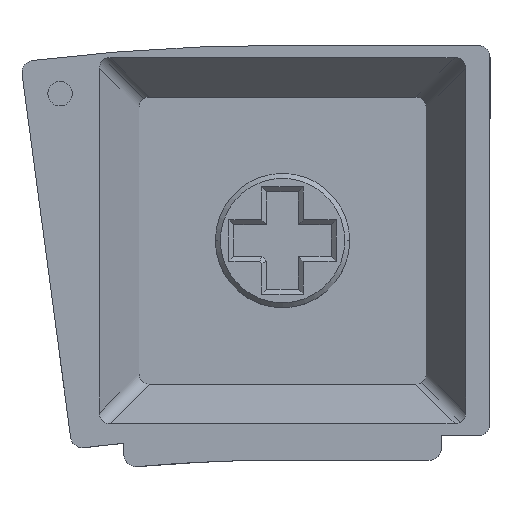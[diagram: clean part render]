
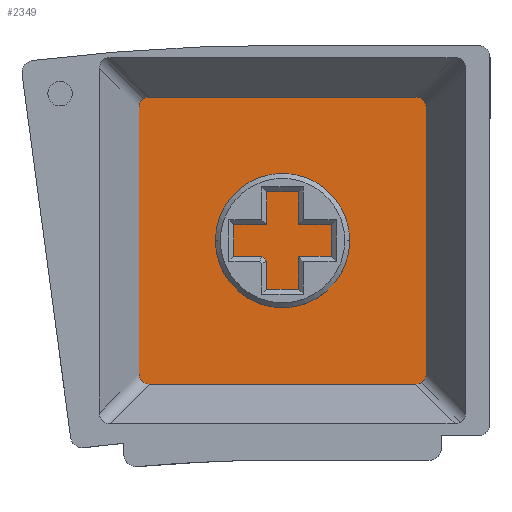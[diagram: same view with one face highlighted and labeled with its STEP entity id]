
A CAD part, top view. The second image highlights one B-rep face of the part: STEP entity #2349.
In plain terms, the highlighted face is planar.
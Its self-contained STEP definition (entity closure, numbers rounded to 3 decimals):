
#49 = CARTESIAN_POINT ( 'NONE',  ( -31.338, 0., 12.67 ) ) ;
#114 = ORIENTED_EDGE ( 'NONE', *, *, #1860, .T. ) ;
#157 = ORIENTED_EDGE ( 'NONE', *, *, #1602, .T. ) ;
#281 = CARTESIAN_POINT ( 'NONE',  ( -36.713, 0., 2.494 ) ) ;
#326 = EDGE_CURVE ( 'NONE', #439, #2869, #1589, .T. ) ;
#328 = CARTESIAN_POINT ( 'NONE',  ( -41.008, 0., 18.185 ) ) ;
#345 = EDGE_LOOP ( 'NONE', ( #613, #1467, #768, #1906, #114, #523, #1577, #782, #588, #157 ) ) ;
#397 = EDGE_CURVE ( 'NONE', #2869, #932, #2016, .T. ) ;
#412 = CARTESIAN_POINT ( 'NONE',  ( -31.338, 0., 12.67 ) ) ;
#420 =( BOUNDED_CURVE ( )  B_SPLINE_CURVE ( 3, ( #2063, #3137, #2266, #1569 ),
 .UNSPECIFIED., .F., .F. ) 
 B_SPLINE_CURVE_WITH_KNOTS ( ( 4, 4 ),
 ( 5.624, 6.079 ),
 .UNSPECIFIED. ) 
 CURVE ( )  GEOMETRIC_REPRESENTATION_ITEM ( )  RATIONAL_B_SPLINE_CURVE ( ( 1., 0.983, 0.983, 1. ) ) 
 REPRESENTATION_ITEM ( '' )  );
#439 = VERTEX_POINT ( 'NONE', #3072 ) ;
#485 = VERTEX_POINT ( 'NONE', #3112 ) ;
#523 = ORIENTED_EDGE ( 'NONE', *, *, #1154, .T. ) ;
#532 = VERTEX_POINT ( 'NONE', #3212 ) ;
#588 = ORIENTED_EDGE ( 'NONE', *, *, #2013, .T. ) ;
#613 = ORIENTED_EDGE ( 'NONE', *, *, #3102, .T. ) ;
#634 = CARTESIAN_POINT ( 'NONE',  ( -41.158, 0., 18.185 ) ) ;
#681 = CARTESIAN_POINT ( 'NONE',  ( -41.37, 0., 17.962 ) ) ;
#735 = EDGE_CURVE ( 'NONE', #532, #3095, #2992, .T. ) ;
#760 = LINE ( 'NONE', #1316, #1083 ) ;
#768 = ORIENTED_EDGE ( 'NONE', *, *, #1431, .T. ) ;
#770 = CARTESIAN_POINT ( 'NONE',  ( -36.842, 0., 2.415 ) ) ;
#782 = ORIENTED_EDGE ( 'NONE', *, *, #397, .T. ) ;
#883 = CARTESIAN_POINT ( 'NONE',  ( -36.992, 0., 2.415 ) ) ;
#894 = VERTEX_POINT ( 'NONE', #412 ) ;
#932 = VERTEX_POINT ( 'NONE', #1801 ) ;
#963 = VECTOR ( 'NONE', #1872, 1000. ) ;
#964 = CARTESIAN_POINT ( 'NONE',  ( 4.592, 0., 74.037 ) ) ;
#1035 = CARTESIAN_POINT ( 'NONE',  ( -36.992, 0., 2.415 ) ) ;
#1083 = VECTOR ( 'NONE', #1260, 1000. ) ;
#1118 = CARTESIAN_POINT ( 'NONE',  ( -40.852, 0., 18.163 ) ) ;
#1151 = CARTESIAN_POINT ( 'NONE',  ( -46.662, 0., 7.93 ) ) ;
#1154 = EDGE_CURVE ( 'NONE', #3073, #439, #1368, .T. ) ;
#1238 = LINE ( 'NONE', #964, #2938 ) ;
#1260 = DIRECTION ( 'NONE',  ( -0.866, 0., 0.5 ) ) ;
#1301 = CARTESIAN_POINT ( 'NONE',  ( -0.526, 0., 76.992 ) ) ;
#1316 = CARTESIAN_POINT ( 'NONE',  ( -36.081, 0., 15.408 ) ) ;
#1335 = VECTOR ( 'NONE', #2607, 1000. ) ;
#1343 = CARTESIAN_POINT ( 'NONE',  ( -31.047, 0., 12.308 ) ) ;
#1345 =( BOUNDED_CURVE ( )  B_SPLINE_CURVE ( 3, ( #2205, #634, #1694, #2995 ),
 .UNSPECIFIED., .F., .T. ) 
 B_SPLINE_CURVE_WITH_KNOTS ( ( 4, 4 ),
 ( 2.937, 3.801 ),
 .UNSPECIFIED. ) 
 CURVE ( )  GEOMETRIC_REPRESENTATION_ITEM ( )  RATIONAL_B_SPLINE_CURVE ( ( 1., 0.939, 0.939, 1. ) ) 
 REPRESENTATION_ITEM ( '' )  );
#1368 = LINE ( 'NONE', #2729, #963 ) ;
#1406 = CARTESIAN_POINT ( 'NONE',  ( -46.953, 0., 8.292 ) ) ;
#1408 = CARTESIAN_POINT ( 'NONE',  ( -40.93, 0., 18.185 ) ) ;
#1431 = EDGE_CURVE ( 'NONE', #894, #532, #760, .T. ) ;
#1467 = ORIENTED_EDGE ( 'NONE', *, *, #2115, .T. ) ;
#1569 = CARTESIAN_POINT ( 'NONE',  ( -36.992, 0., 2.415 ) ) ;
#1577 = ORIENTED_EDGE ( 'NONE', *, *, #326, .T. ) ;
#1589 =( BOUNDED_CURVE ( )  B_SPLINE_CURVE ( 3, ( #1969, #1406, #2217, #1151 ),
 .UNSPECIFIED., .F., .T. ) 
 B_SPLINE_CURVE_WITH_KNOTS ( ( 4, 4 ),
 ( 5.624, 6.942 ),
 .UNSPECIFIED. ) 
 CURVE ( )  GEOMETRIC_REPRESENTATION_ITEM ( )  RATIONAL_B_SPLINE_CURVE ( ( 1., 0.86, 0.86, 1. ) ) 
 REPRESENTATION_ITEM ( '' )  );
#1602 = EDGE_CURVE ( 'NONE', #2518, #2387, #2289, .T. ) ;
#1682 = AXIS2_PLACEMENT_3D ( 'NONE', #1301, #2352, #2638 ) ;
#1694 = CARTESIAN_POINT ( 'NONE',  ( -41.287, 0., 18.106 ) ) ;
#1737 =( BOUNDED_CURVE ( )  B_SPLINE_CURVE ( 3, ( #2909, #1343, #2397, #49 ),
 .UNSPECIFIED., .F., .F. ) 
 B_SPLINE_CURVE_WITH_KNOTS ( ( 4, 4 ),
 ( 2.483, 3.801 ),
 .UNSPECIFIED. ) 
 CURVE ( )  GEOMETRIC_REPRESENTATION_ITEM ( )  RATIONAL_B_SPLINE_CURVE ( ( 1., 0.86, 0.86, 1. ) ) 
 REPRESENTATION_ITEM ( '' )  );
#1801 = CARTESIAN_POINT ( 'NONE',  ( -37.222, 0., 2.48 ) ) ;
#1860 = EDGE_CURVE ( 'NONE', #3095, #3073, #1345, .T. ) ;
#1872 = DIRECTION ( 'NONE',  ( -0.5, 0., -0.866 ) ) ;
#1906 = ORIENTED_EDGE ( 'NONE', *, *, #735, .T. ) ;
#1969 = CARTESIAN_POINT ( 'NONE',  ( -46.82, 0., 8.522 ) ) ;
#2008 = DIRECTION ( 'NONE',  ( 0.5, 0., 0.866 ) ) ;
#2013 = EDGE_CURVE ( 'NONE', #932, #2518, #420, .T. ) ;
#2016 = LINE ( 'NONE', #2845, #1335 ) ;
#2063 = CARTESIAN_POINT ( 'NONE',  ( -37.222, 0., 2.48 ) ) ;
#2115 = EDGE_CURVE ( 'NONE', #485, #894, #1737, .T. ) ;
#2205 = CARTESIAN_POINT ( 'NONE',  ( -41.008, 0., 18.185 ) ) ;
#2217 = CARTESIAN_POINT ( 'NONE',  ( -46.892, 0., 8.063 ) ) ;
#2266 = CARTESIAN_POINT ( 'NONE',  ( -37.07, 0., 2.415 ) ) ;
#2289 =( BOUNDED_CURVE ( )  B_SPLINE_CURVE ( 3, ( #1035, #770, #281, #2396 ),
 .UNSPECIFIED., .F., .T. ) 
 B_SPLINE_CURVE_WITH_KNOTS ( ( 4, 4 ),
 ( 6.079, 6.942 ),
 .UNSPECIFIED. ) 
 CURVE ( )  GEOMETRIC_REPRESENTATION_ITEM ( )  RATIONAL_B_SPLINE_CURVE ( ( 1., 0.939, 0.939, 1. ) ) 
 REPRESENTATION_ITEM ( '' )  );
#2349 = ADVANCED_FACE ( 'NONE', ( #3400 ), #3106, .T. ) ;
#2352 = DIRECTION ( 'NONE',  ( 0., -1., 0. ) ) ;
#2387 = VERTEX_POINT ( 'NONE', #2569 ) ;
#2396 = CARTESIAN_POINT ( 'NONE',  ( -36.63, 0., 2.638 ) ) ;
#2397 = CARTESIAN_POINT ( 'NONE',  ( -31.108, 0., 12.537 ) ) ;
#2518 = VERTEX_POINT ( 'NONE', #883 ) ;
#2569 = CARTESIAN_POINT ( 'NONE',  ( -36.63, 0., 2.638 ) ) ;
#2607 = DIRECTION ( 'NONE',  ( 0.866, 0., -0.5 ) ) ;
#2636 = CARTESIAN_POINT ( 'NONE',  ( -46.662, 0., 7.93 ) ) ;
#2638 = DIRECTION ( 'NONE',  ( 0., 0., -1. ) ) ;
#2729 = CARTESIAN_POINT ( 'NONE',  ( -5.598, 0., 79.92 ) ) ;
#2801 = CARTESIAN_POINT ( 'NONE',  ( -41.008, 0., 18.185 ) ) ;
#2845 = CARTESIAN_POINT ( 'NONE',  ( -41.965, 0., 5.218 ) ) ;
#2869 = VERTEX_POINT ( 'NONE', #2636 ) ;
#2909 = CARTESIAN_POINT ( 'NONE',  ( -31.18, 0., 12.078 ) ) ;
#2938 = VECTOR ( 'NONE', #2008, 1000. ) ;
#2990 = CARTESIAN_POINT ( 'NONE',  ( -40.778, 0., 18.12 ) ) ;
#2992 =( BOUNDED_CURVE ( )  B_SPLINE_CURVE ( 3, ( #2990, #1118, #1408, #328 ),
 .UNSPECIFIED., .F., .F. ) 
 B_SPLINE_CURVE_WITH_KNOTS ( ( 4, 4 ),
 ( 2.483, 2.937 ),
 .UNSPECIFIED. ) 
 CURVE ( )  GEOMETRIC_REPRESENTATION_ITEM ( )  RATIONAL_B_SPLINE_CURVE ( ( 1., 0.983, 0.983, 1. ) ) 
 REPRESENTATION_ITEM ( '' )  );
#2995 = CARTESIAN_POINT ( 'NONE',  ( -41.37, 0., 17.962 ) ) ;
#3072 = CARTESIAN_POINT ( 'NONE',  ( -46.82, 0., 8.522 ) ) ;
#3073 = VERTEX_POINT ( 'NONE', #681 ) ;
#3095 = VERTEX_POINT ( 'NONE', #2801 ) ;
#3102 = EDGE_CURVE ( 'NONE', #2387, #485, #1238, .T. ) ;
#3106 = PLANE ( 'NONE',  #1682 ) ;
#3112 = CARTESIAN_POINT ( 'NONE',  ( -31.18, 0., 12.078 ) ) ;
#3137 = CARTESIAN_POINT ( 'NONE',  ( -37.148, 0., 2.437 ) ) ;
#3212 = CARTESIAN_POINT ( 'NONE',  ( -40.778, 0., 18.12 ) ) ;
#3400 = FACE_OUTER_BOUND ( 'NONE', #345, .T. ) ;
